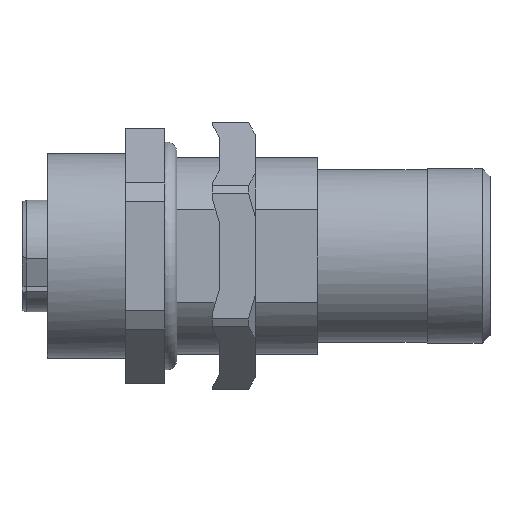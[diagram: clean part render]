
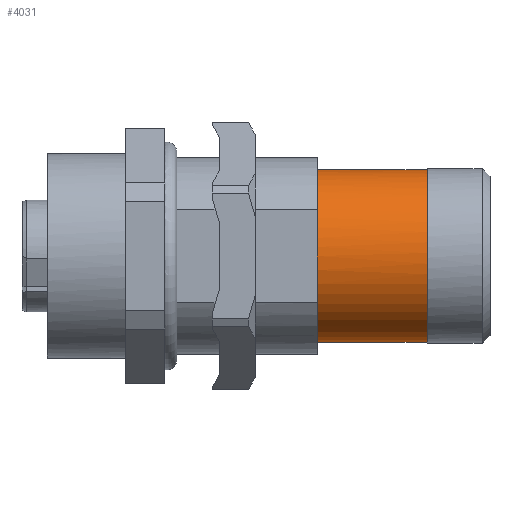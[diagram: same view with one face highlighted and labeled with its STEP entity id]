
A CAD part, front view. The second image highlights one B-rep face of the part: STEP entity #4031.
In plain terms, the highlighted cylindrical face has radius 11 mm (diameter 22 mm), a full revolution.
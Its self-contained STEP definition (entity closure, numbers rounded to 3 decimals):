
#636=FACE_BOUND('',#4732,.T.);
#637=FACE_BOUND('',#4733,.T.);
#4031=ADVANCED_FACE('',(#636,#637),#4361,.T.);
#4361=CYLINDRICAL_SURFACE('',#10616,11.);
#4732=EDGE_LOOP('',(#5428,#5429));
#4733=EDGE_LOOP('',(#5430));
#5428=ORIENTED_EDGE('',*,*,#8216,.T.);
#5429=ORIENTED_EDGE('',*,*,#8217,.T.);
#5430=ORIENTED_EDGE('',*,*,#8218,.T.);
#6882=VERTEX_POINT('',#17216);
#6883=VERTEX_POINT('',#17217);
#6884=VERTEX_POINT('',#17270);
#8216=EDGE_CURVE('',#6882,#6883,#9571,.T.);
#8217=EDGE_CURVE('',#6883,#6882,#9572,.T.);
#8218=EDGE_CURVE('',#6884,#6884,#9573,.T.);
#9571=B_SPLINE_CURVE_WITH_KNOTS('',3,(#17198,#17199,#17200,#17201,#17202,
#17203,#17204,#17205,#17206,#17207,#17208,#17209,#17210,#17211,#17212,#17213,
#17214,#17215),.UNSPECIFIED.,.F.,.F.,(4,2,2,2,2,2,2,2,4),(0.,0.125,0.25,
0.375,0.5,0.625,0.75,0.875,1.),.UNSPECIFIED.);
#9572=B_SPLINE_CURVE_WITH_KNOTS('',3,(#17218,#17219,#17220,#17221,#17222,
#17223,#17224,#17225,#17226,#17227,#17228,#17229,#17230,#17231,#17232,#17233,
#17234,#17235),.UNSPECIFIED.,.F.,.F.,(4,2,2,2,2,2,2,2,4),(0.,0.125,0.25,
0.375,0.5,0.625,0.75,0.875,1.),.UNSPECIFIED.);
#9573=B_SPLINE_CURVE_WITH_KNOTS('',3,(#17236,#17237,#17238,#17239,#17240,
#17241,#17242,#17243,#17244,#17245,#17246,#17247,#17248,#17249,#17250,#17251,
#17252,#17253,#17254,#17255,#17256,#17257,#17258,#17259,#17260,#17261,#17262,
#17263,#17264,#17265,#17266,#17267,#17268,#17269),.UNSPECIFIED.,.T.,.F.,
(2,2,2,2,2,2,2,2,2,2,2,2,2,2,2,2,2,2,2),(-0.063,0.,0.062,
0.125,0.188,0.25,0.313,0.375,0.438,0.5,0.563,0.625,0.688,0.75,0.813,
0.875,0.938,1.,1.063),.UNSPECIFIED.);
#10616=AXIS2_PLACEMENT_3D('',#17271,#10995,#10996);
#10995=DIRECTION('',(1.,0.,0.));
#10996=DIRECTION('',(0.,1.,0.));
#17198=CARTESIAN_POINT('',(34.4,11.,0.));
#17199=CARTESIAN_POINT('',(34.4,11.,1.44));
#17200=CARTESIAN_POINT('',(34.4,10.714,2.879));
#17201=CARTESIAN_POINT('',(34.4,9.612,5.54));
#17202=CARTESIAN_POINT('',(34.4,8.796,6.76));
#17203=CARTESIAN_POINT('',(34.4,6.76,8.796));
#17204=CARTESIAN_POINT('',(34.4,5.54,9.612));
#17205=CARTESIAN_POINT('',(34.4,2.879,10.714));
#17206=CARTESIAN_POINT('',(34.4,1.44,11.));
#17207=CARTESIAN_POINT('',(34.4,-1.44,11.));
#17208=CARTESIAN_POINT('',(34.4,-2.879,10.714));
#17209=CARTESIAN_POINT('',(34.4,-5.54,9.612));
#17210=CARTESIAN_POINT('',(34.4,-6.76,8.796));
#17211=CARTESIAN_POINT('',(34.4,-8.796,6.76));
#17212=CARTESIAN_POINT('',(34.4,-9.612,5.54));
#17213=CARTESIAN_POINT('',(34.4,-10.714,2.879));
#17214=CARTESIAN_POINT('',(34.4,-11.,1.44));
#17215=CARTESIAN_POINT('',(34.4,-11.,0.));
#17216=CARTESIAN_POINT('',(34.4,11.,0.));
#17217=CARTESIAN_POINT('',(34.4,-11.,0.));
#17218=CARTESIAN_POINT('',(34.4,-11.,0.));
#17219=CARTESIAN_POINT('',(34.4,-11.,-1.44));
#17220=CARTESIAN_POINT('',(34.4,-10.714,-2.879));
#17221=CARTESIAN_POINT('',(34.4,-9.612,-5.54));
#17222=CARTESIAN_POINT('',(34.4,-8.796,-6.76));
#17223=CARTESIAN_POINT('',(34.4,-6.76,-8.796));
#17224=CARTESIAN_POINT('',(34.4,-5.54,-9.612));
#17225=CARTESIAN_POINT('',(34.4,-2.879,-10.714));
#17226=CARTESIAN_POINT('',(34.4,-1.44,-11.));
#17227=CARTESIAN_POINT('',(34.4,1.44,-11.));
#17228=CARTESIAN_POINT('',(34.4,2.879,-10.714));
#17229=CARTESIAN_POINT('',(34.4,5.54,-9.612));
#17230=CARTESIAN_POINT('',(34.4,6.76,-8.796));
#17231=CARTESIAN_POINT('',(34.4,8.796,-6.76));
#17232=CARTESIAN_POINT('',(34.4,9.612,-5.54));
#17233=CARTESIAN_POINT('',(34.4,10.714,-2.879));
#17234=CARTESIAN_POINT('',(34.4,11.,-1.44));
#17235=CARTESIAN_POINT('',(34.4,11.,0.));
#17236=CARTESIAN_POINT('',(48.4,11.,1.44));
#17237=CARTESIAN_POINT('',(48.4,11.,-1.44));
#17238=CARTESIAN_POINT('',(48.4,10.714,-2.879));
#17239=CARTESIAN_POINT('',(48.4,9.612,-5.54));
#17240=CARTESIAN_POINT('',(48.4,8.796,-6.76));
#17241=CARTESIAN_POINT('',(48.4,6.76,-8.796));
#17242=CARTESIAN_POINT('',(48.4,5.54,-9.612));
#17243=CARTESIAN_POINT('',(48.4,2.879,-10.714));
#17244=CARTESIAN_POINT('',(48.4,1.44,-11.));
#17245=CARTESIAN_POINT('',(48.4,-1.44,-11.));
#17246=CARTESIAN_POINT('',(48.4,-2.879,-10.714));
#17247=CARTESIAN_POINT('',(48.4,-5.54,-9.612));
#17248=CARTESIAN_POINT('',(48.4,-6.76,-8.796));
#17249=CARTESIAN_POINT('',(48.4,-8.796,-6.76));
#17250=CARTESIAN_POINT('',(48.4,-9.612,-5.54));
#17251=CARTESIAN_POINT('',(48.4,-10.714,-2.879));
#17252=CARTESIAN_POINT('',(48.4,-11.,-1.44));
#17253=CARTESIAN_POINT('',(48.4,-11.,1.44));
#17254=CARTESIAN_POINT('',(48.4,-10.714,2.879));
#17255=CARTESIAN_POINT('',(48.4,-9.612,5.54));
#17256=CARTESIAN_POINT('',(48.4,-8.796,6.76));
#17257=CARTESIAN_POINT('',(48.4,-6.76,8.796));
#17258=CARTESIAN_POINT('',(48.4,-5.54,9.612));
#17259=CARTESIAN_POINT('',(48.4,-2.879,10.714));
#17260=CARTESIAN_POINT('',(48.4,-1.44,11.));
#17261=CARTESIAN_POINT('',(48.4,1.44,11.));
#17262=CARTESIAN_POINT('',(48.4,2.879,10.714));
#17263=CARTESIAN_POINT('',(48.4,5.54,9.612));
#17264=CARTESIAN_POINT('',(48.4,6.76,8.796));
#17265=CARTESIAN_POINT('',(48.4,8.796,6.76));
#17266=CARTESIAN_POINT('',(48.4,9.612,5.54));
#17267=CARTESIAN_POINT('',(48.4,10.714,2.879));
#17268=CARTESIAN_POINT('',(48.4,11.,1.44));
#17269=CARTESIAN_POINT('',(48.4,11.,-1.44));
#17270=CARTESIAN_POINT('',(48.4,11.,0.));
#17271=CARTESIAN_POINT('',(41.4,0.,0.));
